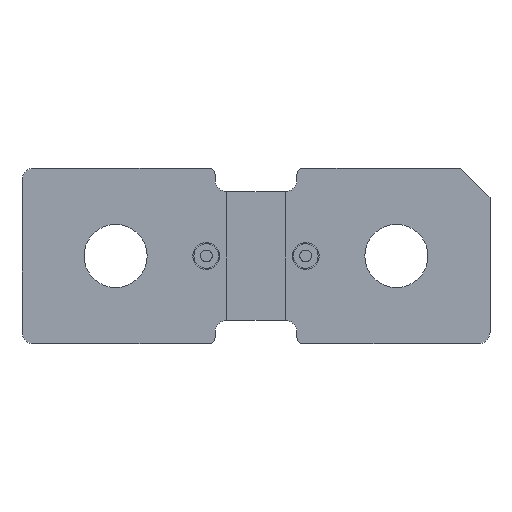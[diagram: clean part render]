
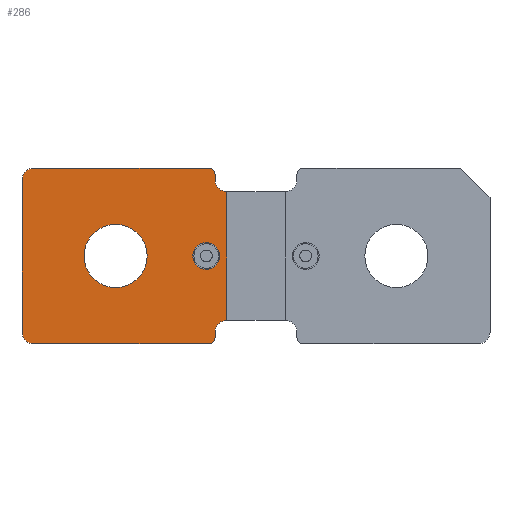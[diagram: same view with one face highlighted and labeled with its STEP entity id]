
A CAD part, top view. The second image highlights one B-rep face of the part: STEP entity #286.
In plain terms, the highlighted planar face has unit normal (0, 0, 1).
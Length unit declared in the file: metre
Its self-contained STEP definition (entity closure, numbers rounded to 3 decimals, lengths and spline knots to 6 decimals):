
#286=ADVANCED_FACE('0:52',(#522,#523,#524),#525,.T.);
#522=FACE_OUTER_BOUND('',#785,.T.);
#523=FACE_BOUND('',#786,.T.);
#524=FACE_BOUND('',#787,.T.);
#525=PLANE('',#788);
#785=EDGE_LOOP('',(#1081,#1082,#1083,#1084,#1085,#1086,#1087,#1088,#1089,#1090,#1091,#1092));
#786=EDGE_LOOP('',(#1093,#1094));
#787=EDGE_LOOP('',(#1095,#1096));
#788=AXIS2_PLACEMENT_3D('',#1097,#1098,#1099);
#1081=ORIENTED_EDGE('',*,*,#1703,.F.);
#1082=ORIENTED_EDGE('',*,*,#1683,.T.);
#1083=ORIENTED_EDGE('',*,*,#1704,.F.);
#1084=ORIENTED_EDGE('',*,*,#1688,.T.);
#1085=ORIENTED_EDGE('',*,*,#1705,.F.);
#1086=ORIENTED_EDGE('',*,*,#1678,.T.);
#1087=ORIENTED_EDGE('',*,*,#1706,.F.);
#1088=ORIENTED_EDGE('',*,*,#1707,.T.);
#1089=ORIENTED_EDGE('',*,*,#1708,.T.);
#1090=ORIENTED_EDGE('',*,*,#1709,.T.);
#1091=ORIENTED_EDGE('',*,*,#1710,.F.);
#1092=ORIENTED_EDGE('',*,*,#1711,.T.);
#1093=ORIENTED_EDGE('',*,*,#1712,.T.);
#1094=ORIENTED_EDGE('',*,*,#1672,.T.);
#1095=ORIENTED_EDGE('',*,*,#1713,.T.);
#1096=ORIENTED_EDGE('',*,*,#1662,.T.);
#1097=CARTESIAN_POINT('',(-0.01125,0.0,0.0));
#1098=DIRECTION('',(0.0,0.0,1.0));
#1099=DIRECTION('',(1.0,0.0,0.0));
#1662=EDGE_CURVE('',#1915,#1912,#1916,.T.);
#1672=EDGE_CURVE('',#1933,#1930,#1934,.T.);
#1678=EDGE_CURVE('0:100',#1944,#1942,#1945,.T.);
#1683=EDGE_CURVE('0:112',#1953,#1951,#1954,.T.);
#1688=EDGE_CURVE('0:124',#1962,#1960,#1963,.T.);
#1703=EDGE_CURVE('0:163',#1953,#1984,#1985,.T.);
#1704=EDGE_CURVE('0:166',#1962,#1951,#1986,.T.);
#1705=EDGE_CURVE('0:169',#1944,#1960,#1987,.T.);
#1706=EDGE_CURVE('0:172',#1988,#1942,#1989,.T.);
#1707=EDGE_CURVE('0:175',#1988,#1990,#1991,.T.);
#1708=EDGE_CURVE('0:178',#1990,#1992,#1993,.T.);
#1709=EDGE_CURVE('0:181',#1992,#1994,#1995,.F.);
#1710=EDGE_CURVE('0:184',#1996,#1994,#1997,.T.);
#1711=EDGE_CURVE('0:187',#1996,#1984,#1998,.F.);
#1712=EDGE_CURVE('0:190',#1930,#1933,#1999,.T.);
#1713=EDGE_CURVE('0:193',#1912,#1915,#2000,.T.);
#1912=VERTEX_POINT('',#2275);
#1915=VERTEX_POINT('',#2279);
#1916=CIRCLE('',#2280,0.00115);
#1930=VERTEX_POINT('',#2297);
#1933=VERTEX_POINT('',#2301);
#1934=CIRCLE('',#2302,0.0027);
#1942=VERTEX_POINT('',#2311);
#1944=VERTEX_POINT('',#2314);
#1945=CIRCLE('',#2315,0.001);
#1951=VERTEX_POINT('',#2322);
#1953=VERTEX_POINT('',#2325);
#1954=CIRCLE('',#2326,0.0005);
#1960=VERTEX_POINT('',#2333);
#1962=VERTEX_POINT('',#2336);
#1963=CIRCLE('',#2337,0.001);
#1984=VERTEX_POINT('',#2365);
#1985=LINE('',#2366,#2367);
#1986=LINE('',#2368,#2369);
#1987=LINE('',#2370,#2371);
#1988=VERTEX_POINT('',#2372);
#1989=LINE('',#2373,#2374);
#1990=VERTEX_POINT('',#2375);
#1991=CIRCLE('',#2376,0.0005);
#1992=VERTEX_POINT('',#2377);
#1993=LINE('',#2378,#2379);
#1994=VERTEX_POINT('',#2380);
#1995=CIRCLE('',#2381,0.001);
#1996=VERTEX_POINT('',#2382);
#1997=LINE('',#2383,#2384);
#1998=CIRCLE('',#2385,0.001);
#1999=CIRCLE('',#2386,0.0027);
#2000=CIRCLE('',#2387,0.00115);
#2275=CARTESIAN_POINT('',(-0.0031,0.0,0.0));
#2279=CARTESIAN_POINT('',(-0.0054,0.,0.0));
#2280=AXIS2_PLACEMENT_3D('',#2728,#2729,#2730);
#2297=CARTESIAN_POINT('',(-0.0093,0.0,0.0));
#2301=CARTESIAN_POINT('',(-0.0147,0.,0.0));
#2302=AXIS2_PLACEMENT_3D('',#2744,#2745,#2746);
#2311=CARTESIAN_POINT('',(-0.019,-0.0075,0.0));
#2314=CARTESIAN_POINT('',(-0.02,-0.0065,0.0));
#2315=AXIS2_PLACEMENT_3D('',#2755,#2756,#2757);
#2322=CARTESIAN_POINT('',(-0.004,0.0075,0.0));
#2325=CARTESIAN_POINT('',(-0.0035,0.007,0.0));
#2326=AXIS2_PLACEMENT_3D('',#2763,#2764,#2765);
#2333=CARTESIAN_POINT('',(-0.02,0.0065,0.0));
#2336=CARTESIAN_POINT('',(-0.019,0.0075,0.0));
#2337=AXIS2_PLACEMENT_3D('',#2771,#2772,#2773);
#2365=CARTESIAN_POINT('',(-0.0035,0.0065,0.0));
#2366=CARTESIAN_POINT('',(-0.0035,0.0065,0.0));
#2367=VECTOR('',#2796,1.0);
#2368=CARTESIAN_POINT('',(-0.01125,0.0075,0.0));
#2369=VECTOR('',#2797,1.0);
#2370=CARTESIAN_POINT('',(-0.02,0.0,0.0));
#2371=VECTOR('',#2798,1.0);
#2372=CARTESIAN_POINT('',(-0.004,-0.0075,0.0));
#2373=CARTESIAN_POINT('',(-0.01125,-0.0075,0.0));
#2374=VECTOR('',#2799,1.0);
#2375=CARTESIAN_POINT('',(-0.0035,-0.007,0.0));
#2376=AXIS2_PLACEMENT_3D('',#2800,#2801,#2802);
#2377=CARTESIAN_POINT('',(-0.0035,-0.0065,0.0));
#2378=CARTESIAN_POINT('',(-0.0035,-0.0065,0.0));
#2379=VECTOR('',#2803,1.0);
#2380=CARTESIAN_POINT('',(-0.0025,-0.0055,0.0));
#2381=AXIS2_PLACEMENT_3D('',#2804,#2805,#2806);
#2382=CARTESIAN_POINT('',(-0.0025,0.0055,0.0));
#2383=CARTESIAN_POINT('',(-0.0025,0.0,0.0));
#2384=VECTOR('',#2807,1.0);
#2385=AXIS2_PLACEMENT_3D('',#2808,#2809,#2810);
#2386=AXIS2_PLACEMENT_3D('',#2811,#2812,#2813);
#2387=AXIS2_PLACEMENT_3D('',#2814,#2815,#2816);
#2728=CARTESIAN_POINT('',(-0.00425,0.0,0.0));
#2729=DIRECTION('',(0.0,0.0,-1.0));
#2730=DIRECTION('',(1.0,0.0,0.0));
#2744=CARTESIAN_POINT('',(-0.012,0.0,0.0));
#2745=DIRECTION('',(0.0,0.0,-1.0));
#2746=DIRECTION('',(1.0,0.0,0.0));
#2755=CARTESIAN_POINT('',(-0.019,-0.0065,0.0));
#2756=DIRECTION('',(0.0,0.0,1.0));
#2757=DIRECTION('',(1.0,0.0,0.0));
#2763=CARTESIAN_POINT('',(-0.004,0.007,0.0));
#2764=DIRECTION('',(0.0,0.0,1.0));
#2765=DIRECTION('',(1.0,0.0,0.0));
#2771=CARTESIAN_POINT('',(-0.019,0.0065,0.0));
#2772=DIRECTION('',(0.0,0.0,1.0));
#2773=DIRECTION('',(1.0,0.0,0.0));
#2796=DIRECTION('',(0.0,-1.0,0.0));
#2797=DIRECTION('',(1.0,0.0,0.0));
#2798=DIRECTION('',(0.0,1.0,0.0));
#2799=DIRECTION('',(-1.0,0.0,0.0));
#2800=CARTESIAN_POINT('',(-0.004,-0.007,0.0));
#2801=DIRECTION('',(0.0,0.0,1.0));
#2802=DIRECTION('',(1.0,0.0,0.0));
#2803=DIRECTION('',(0.0,1.0,0.0));
#2804=CARTESIAN_POINT('',(-0.0025,-0.0065,0.0));
#2805=DIRECTION('',(0.0,0.0,1.0));
#2806=DIRECTION('',(1.0,0.0,0.0));
#2807=DIRECTION('',(0.0,-1.0,0.0));
#2808=CARTESIAN_POINT('',(-0.0025,0.0065,0.0));
#2809=DIRECTION('',(0.0,0.0,1.0));
#2810=DIRECTION('',(1.0,0.0,0.0));
#2811=CARTESIAN_POINT('',(-0.012,0.0,0.0));
#2812=DIRECTION('',(0.0,0.0,-1.0));
#2813=DIRECTION('',(1.0,0.0,0.0));
#2814=CARTESIAN_POINT('',(-0.00425,0.0,0.0));
#2815=DIRECTION('',(0.0,0.0,-1.0));
#2816=DIRECTION('',(1.0,0.0,0.0));
